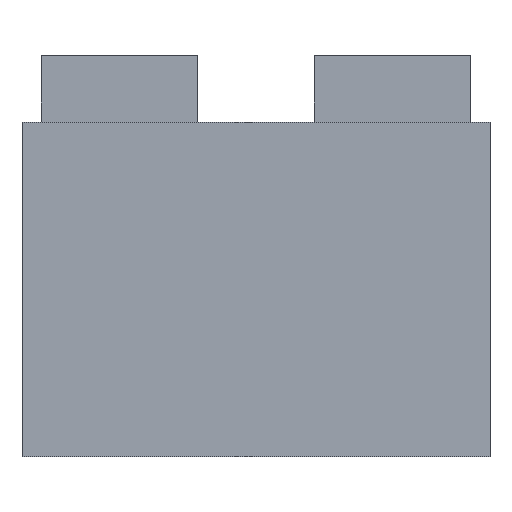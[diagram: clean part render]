
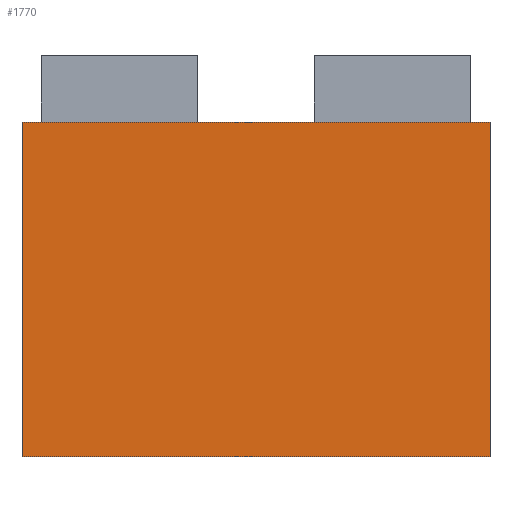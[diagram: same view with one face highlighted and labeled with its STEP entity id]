
A CAD part, front view. The second image highlights one B-rep face of the part: STEP entity #1770.
In plain terms, the highlighted planar face has unit normal (0, -1, 0).
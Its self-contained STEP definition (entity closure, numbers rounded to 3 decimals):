
#83 = DIRECTION ( 'NONE',  ( 1., 0., 0. ) ) ;
#356 = AXIS2_PLACEMENT_3D ( 'NONE', #2342, #2590, #900 ) ;
#652 = CARTESIAN_POINT ( 'NONE',  ( 0., 0., 30. ) ) ;
#654 = PLANE ( 'NONE',  #356 ) ;
#658 = VERTEX_POINT ( 'NONE', #2232 ) ;
#711 = ORIENTED_EDGE ( 'NONE', *, *, #2372, .F. ) ;
#717 = DIRECTION ( 'NONE',  ( 1., 0., 0. ) ) ;
#741 = CARTESIAN_POINT ( 'NONE',  ( 42., 0., 0. ) ) ;
#748 = ORIENTED_EDGE ( 'NONE', *, *, #1873, .F. ) ;
#900 = DIRECTION ( 'NONE',  ( 0., 0., 1. ) ) ;
#1019 = VECTOR ( 'NONE', #717, 1000. ) ;
#1051 = VERTEX_POINT ( 'NONE', #741 ) ;
#1300 = CARTESIAN_POINT ( 'NONE',  ( 42., 0., 30. ) ) ;
#1475 = CARTESIAN_POINT ( 'NONE',  ( 42., 0., 30. ) ) ;
#1510 = VECTOR ( 'NONE', #3531, 1000. ) ;
#1541 = LINE ( 'NONE', #3502, #1019 ) ;
#1561 = CARTESIAN_POINT ( 'NONE',  ( 0., 0., 30. ) ) ;
#1579 = EDGE_CURVE ( 'NONE', #2858, #658, #2799, .T. ) ;
#1599 = LINE ( 'NONE', #2942, #3625 ) ;
#1761 = EDGE_LOOP ( 'NONE', ( #3061, #748, #711, #1791 ) ) ;
#1770 = ADVANCED_FACE ( 'NONE', ( #2794 ), #654, .F. ) ;
#1791 = ORIENTED_EDGE ( 'NONE', *, *, #1579, .T. ) ;
#1873 = EDGE_CURVE ( 'NONE', #2714, #1051, #3618, .T. ) ;
#2232 = CARTESIAN_POINT ( 'NONE',  ( 0., 0., 0. ) ) ;
#2342 = CARTESIAN_POINT ( 'NONE',  ( 0., 0., 30. ) ) ;
#2372 = EDGE_CURVE ( 'NONE', #2858, #2714, #1541, .T. ) ;
#2590 = DIRECTION ( 'NONE',  ( 0., 1., 0. ) ) ;
#2676 = DIRECTION ( 'NONE',  ( 0., 0., -1. ) ) ;
#2714 = VERTEX_POINT ( 'NONE', #1475 ) ;
#2794 = FACE_OUTER_BOUND ( 'NONE', #1761, .T. ) ;
#2799 = LINE ( 'NONE', #1561, #1510 ) ;
#2837 = EDGE_CURVE ( 'NONE', #658, #1051, #1599, .T. ) ;
#2858 = VERTEX_POINT ( 'NONE', #652 ) ;
#2942 = CARTESIAN_POINT ( 'NONE',  ( 0., 0., 0. ) ) ;
#3061 = ORIENTED_EDGE ( 'NONE', *, *, #2837, .T. ) ;
#3099 = VECTOR ( 'NONE', #2676, 1000. ) ;
#3502 = CARTESIAN_POINT ( 'NONE',  ( 0., 0., 30. ) ) ;
#3531 = DIRECTION ( 'NONE',  ( 0., 0., -1. ) ) ;
#3618 = LINE ( 'NONE', #1300, #3099 ) ;
#3625 = VECTOR ( 'NONE', #83, 1000. ) ;
